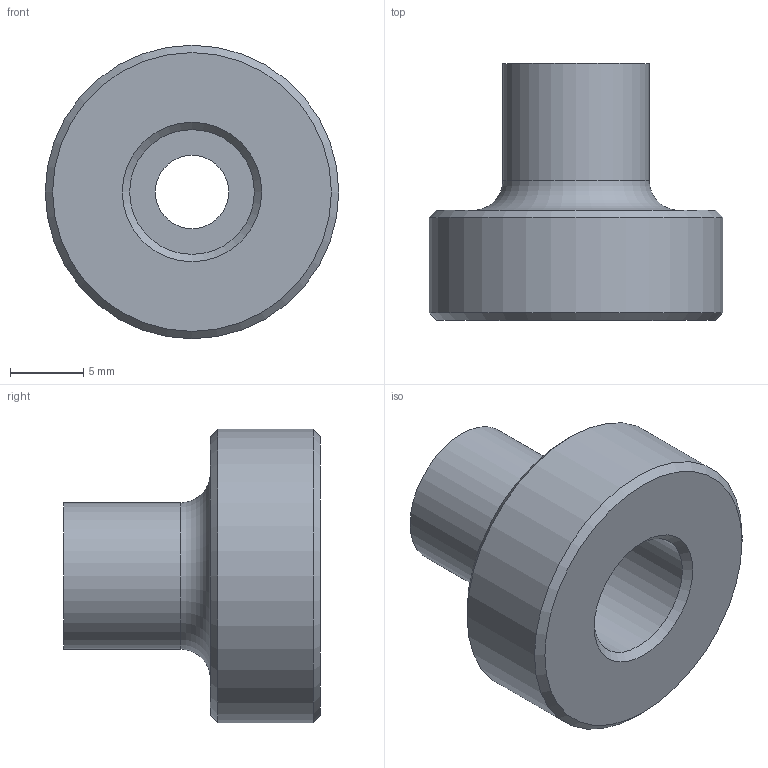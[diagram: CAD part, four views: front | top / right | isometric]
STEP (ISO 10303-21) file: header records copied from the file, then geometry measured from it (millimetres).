
FILE_DESCRIPTION(/* description */ (''),/* implementation_level */ '2;1');
FILE_NAME(/* name */ 'Nogica_lit.stp',/* time_stamp */ '2021-10-28T09:40:10+02:00',/* author */ ('Teo'),/* organization */ (''),/* preprocessor_version */ 'ST-DEVELOPER v18.1',/* originating_system */ 'Autodesk Inventor 2022',/* authorisation */ '');
FILE_SCHEMA (('AUTOMOTIVE_DESIGN { 1 0 10303 214 3 1 1 }'));
Length unit declared in the file: millimetre
Products named in the file (1): Nogica_lit
Bounding box: 20 x 17.5 x 20 mm (x, y, z)
Volume: 2530.1 mm3; surface area: 1661.7 mm2
Topology: 1 solids, 1 shells, 12 faces, 23 edges, 15 vertices
Faces by surface type: plane 4, cylinder 4, cone 3, torus 1
Full cylindrical faces by diameter (mm): 5 x1, 8.5 x1, 10 x1, 20 x1
Entity records: 360 total; most frequent: DIRECTION 65, CARTESIAN_POINT 51, ORIENTED_EDGE 46, AXIS2_PLACEMENT_3D 29, EDGE_CURVE 23, EDGE_LOOP 16, CIRCLE 16, VERTEX_POINT 15
